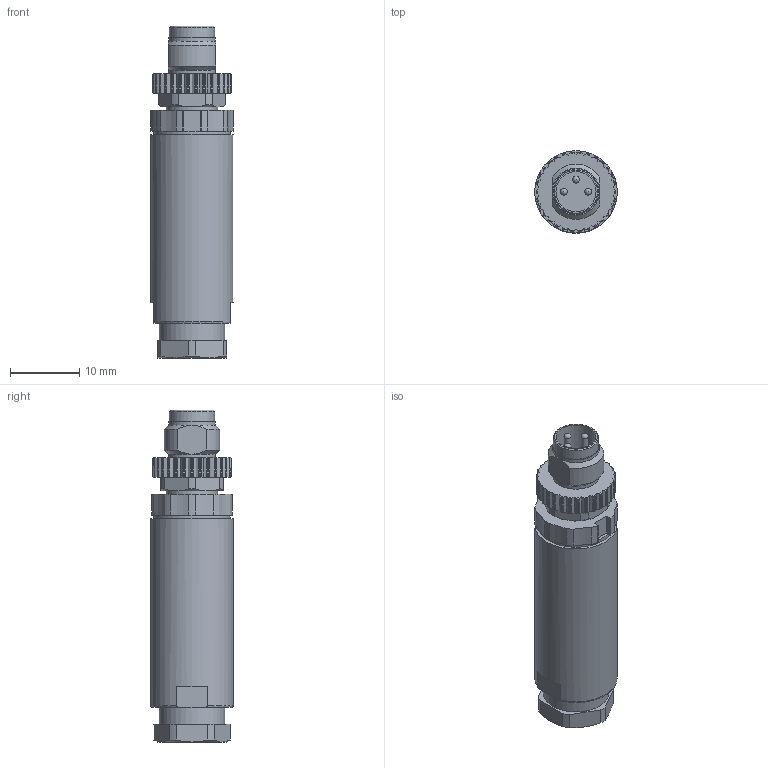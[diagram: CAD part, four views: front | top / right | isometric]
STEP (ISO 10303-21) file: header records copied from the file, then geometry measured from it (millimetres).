
FILE_DESCRIPTION(/* description */ ('STEP AP214'),/* implementation_level */ '2;1');
FILE_NAME(/* name */ '8162298_NECB-S-M8G3-C2',/* time_stamp */ '2024-09-12T21:22:06+02:00',/* author */ ('License CC BY-ND 4.0'),/* organization */ ('CADENAS'),/* preprocessor_version */ 'ST-DEVELOPER v19.3',/* originating_system */ 'PARTsolutions',/* authorisation */ ' ');
FILE_SCHEMA (('AUTOMOTIVE_DESIGN {1 0 10303 214 3 1 1}'));
Length unit declared in the file: millimetre
Products named in the file (1): 8162298 NECB-S-M8G3-C2---(400)
Bounding box: 11.9 x 11.9 x 48 mm (x, y, z)
Volume: 3952.8 mm3; surface area: 2527.3 mm2
Topology: 1 solids, 1 shells, 365 faces, 1044 edges, 692 vertices
Faces by surface type: cylinder 147, plane 120, cone 92, torus 3, sphere 3
Full cylindrical faces by diameter (mm): 1 x3, 5 x1, 5.5 x1, 5.6 x1, 5.8 x1, 6.55 x1, 6.773 x2, 7.4 x1, 9.5 x1, 11 x1, 11.9 x1
Entity records: 14618 total; most frequent: CARTESIAN_POINT 3030, ORIENTED_EDGE 2018, DIRECTION 1706, EDGE_CURVE 1009, VERTEX_POINT 679, AXIS2_PLACEMENT_3D 651, LINE 404, VECTOR 404
